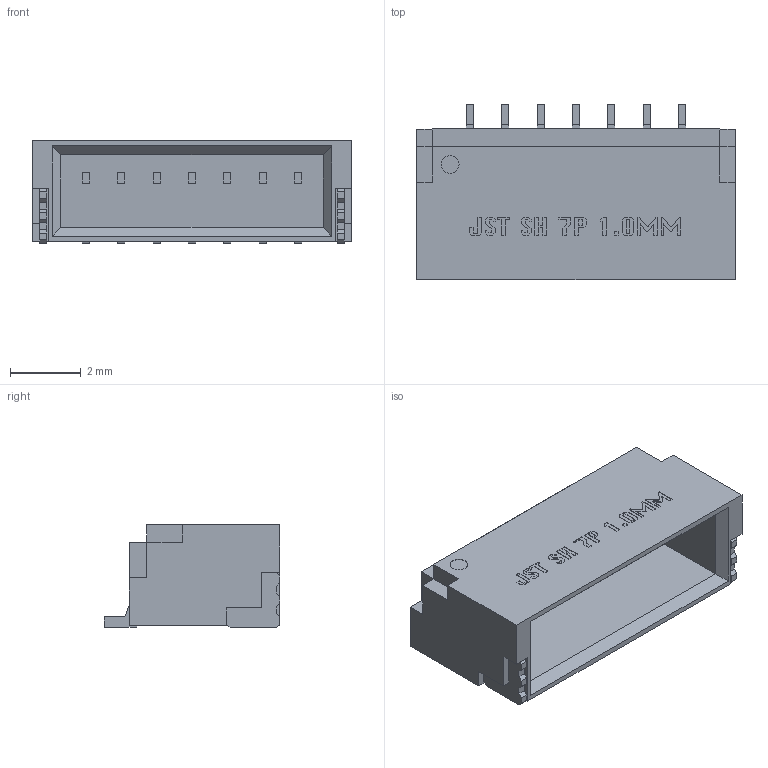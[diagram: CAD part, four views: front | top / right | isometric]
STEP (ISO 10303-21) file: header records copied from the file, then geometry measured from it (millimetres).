
FILE_DESCRIPTION(/* description */ ('model of Conn_JST-SH-7P-1.0-SIDE'),/* implementation_level */ '2;1');
FILE_NAME(/* name */ 'Conn_JST-SH-7P-1.0-SIDE.stp',/* time_stamp */ '2015-12-05T23:09:07',/* author */ ('Joan The Spark',''),/* organization */ (''),/* preprocessor_version */ '',/* originating_system */ '',/* authorisation */ '');
FILE_SCHEMA (('AUTOMOTIVE_DESIGN { 1 0 10303 214 3 1 1 }'));
Length unit declared in the file: millimetre
Products named in the file (1): Conn_JST-SH-xP-1.0-SIDE
Bounding box: 9 x 4.95 x 2.9 mm (x, y, z)
Volume: 56.3 mm3; surface area: 231.5 mm2
Topology: 1 solids, 1 shells, 316 faces, 863 edges, 572 vertices
Faces by surface type: plane 315, cylinder 1
Full cylindrical faces by diameter (mm): 0.5 x1
Entity records: 10004 total; most frequent: CARTESIAN_POINT 1751, ORIENTED_EDGE 1724, DIRECTION 1498, EDGE_CURVE 862, LINE 860, VECTOR 860, VERTEX_POINT 572, EDGE_LOOP 340
